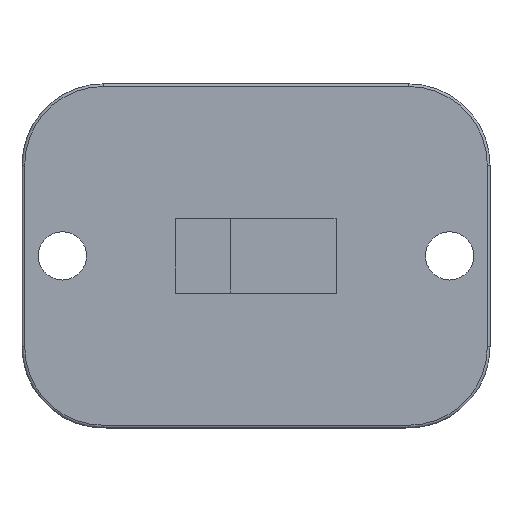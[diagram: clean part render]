
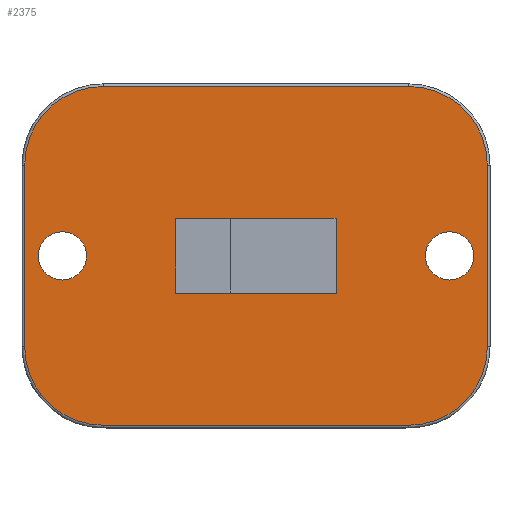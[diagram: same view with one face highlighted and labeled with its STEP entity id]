
A CAD part, top view. The second image highlights one B-rep face of the part: STEP entity #2375.
In plain terms, the highlighted planar face has unit normal (0, 0, 1).
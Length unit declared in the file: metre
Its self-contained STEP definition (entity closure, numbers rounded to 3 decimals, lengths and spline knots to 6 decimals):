
#79=CIRCLE('',#2693,0.00178);
#80=CIRCLE('',#2695,0.00178);
#82=CIRCLE('',#2698,0.0058);
#83=CIRCLE('',#2699,0.0058);
#84=CIRCLE('',#2700,0.0058);
#85=CIRCLE('',#2701,0.0058);
#307=ORIENTED_EDGE('',*,*,#936,.T.);
#308=ORIENTED_EDGE('',*,*,#937,.T.);
#309=ORIENTED_EDGE('',*,*,#938,.T.);
#310=ORIENTED_EDGE('',*,*,#939,.T.);
#311=ORIENTED_EDGE('',*,*,#940,.T.);
#312=ORIENTED_EDGE('',*,*,#941,.T.);
#313=ORIENTED_EDGE('',*,*,#942,.T.);
#314=ORIENTED_EDGE('',*,*,#943,.T.);
#315=ORIENTED_EDGE('',*,*,#933,.F.);
#316=ORIENTED_EDGE('',*,*,#910,.F.);
#317=ORIENTED_EDGE('',*,*,#914,.T.);
#318=ORIENTED_EDGE('',*,*,#917,.T.);
#319=ORIENTED_EDGE('',*,*,#931,.F.);
#320=ORIENTED_EDGE('',*,*,#934,.F.);
#910=EDGE_CURVE('',#1231,#1232,#1461,.T.);
#914=EDGE_CURVE('',#1231,#1234,#1465,.T.);
#917=EDGE_CURVE('',#1234,#1236,#1468,.T.);
#931=EDGE_CURVE('',#1232,#1236,#1477,.T.);
#933=EDGE_CURVE('',#1243,#1243,#79,.T.);
#934=EDGE_CURVE('',#1244,#1244,#80,.T.);
#936=EDGE_CURVE('',#1246,#1247,#1478,.F.);
#937=EDGE_CURVE('',#1247,#1248,#82,.T.);
#938=EDGE_CURVE('',#1248,#1249,#1479,.F.);
#939=EDGE_CURVE('',#1249,#1250,#83,.T.);
#940=EDGE_CURVE('',#1250,#1251,#1480,.T.);
#941=EDGE_CURVE('',#1251,#1252,#84,.T.);
#942=EDGE_CURVE('',#1252,#1253,#1481,.T.);
#943=EDGE_CURVE('',#1253,#1246,#85,.T.);
#1231=VERTEX_POINT('',#3776);
#1232=VERTEX_POINT('',#3778);
#1234=VERTEX_POINT('',#3784);
#1236=VERTEX_POINT('',#3790);
#1243=VERTEX_POINT('',#3822);
#1244=VERTEX_POINT('',#3825);
#1246=VERTEX_POINT('',#3830);
#1247=VERTEX_POINT('',#3831);
#1248=VERTEX_POINT('',#3833);
#1249=VERTEX_POINT('',#3835);
#1250=VERTEX_POINT('',#3837);
#1251=VERTEX_POINT('',#3839);
#1252=VERTEX_POINT('',#3841);
#1253=VERTEX_POINT('',#3843);
#1461=LINE('',#3777,#1689);
#1465=LINE('',#3785,#1693);
#1468=LINE('',#3791,#1696);
#1477=LINE('',#3817,#1705);
#1478=LINE('',#3829,#1706);
#1479=LINE('',#3834,#1707);
#1480=LINE('',#3838,#1708);
#1481=LINE('',#3842,#1709);
#1689=VECTOR('',#3005,1.);
#1693=VECTOR('',#3011,1.);
#1696=VECTOR('',#3016,1.);
#1705=VECTOR('',#3047,1.);
#1706=VECTOR('',#3064,1.);
#1707=VECTOR('',#3067,1.);
#1708=VECTOR('',#3070,1.);
#1709=VECTOR('',#3073,1.);
#1905=EDGE_LOOP('',(#307,#308,#309,#310,#311,#312,#313,#314));
#1906=EDGE_LOOP('',(#315));
#1907=EDGE_LOOP('',(#316,#317,#318,#319));
#1908=EDGE_LOOP('',(#320));
#2095=FACE_BOUND('',#1905,.T.);
#2096=FACE_BOUND('',#1906,.T.);
#2097=FACE_BOUND('',#1907,.T.);
#2098=FACE_BOUND('',#1908,.T.);
#2276=PLANE('',#2697);
#2375=ADVANCED_FACE('',(#2095,#2096,#2097,#2098),#2276,.T.);
#2693=AXIS2_PLACEMENT_3D('',#3821,#3054,#3055);
#2695=AXIS2_PLACEMENT_3D('',#3824,#3058,#3059);
#2697=AXIS2_PLACEMENT_3D('',#3828,#3062,#3063);
#2698=AXIS2_PLACEMENT_3D('',#3832,#3065,#3066);
#2699=AXIS2_PLACEMENT_3D('',#3836,#3068,#3069);
#2700=AXIS2_PLACEMENT_3D('',#3840,#3071,#3072);
#2701=AXIS2_PLACEMENT_3D('',#3844,#3074,#3075);
#3005=DIRECTION('',(-1.,0.,0.));
#3011=DIRECTION('',(0.,-1.,0.));
#3016=DIRECTION('',(-1.,0.,0.));
#3047=DIRECTION('',(0.,-1.,0.));
#3054=DIRECTION('',(0.,0.,1.));
#3055=DIRECTION('',(1.,0.,0.));
#3058=DIRECTION('',(0.,0.,1.));
#3059=DIRECTION('',(1.,0.,0.));
#3062=DIRECTION('',(0.,0.,1.));
#3063=DIRECTION('',(1.,0.,0.));
#3064=DIRECTION('',(-1.,0.,0.));
#3065=DIRECTION('',(0.,0.,1.));
#3066=DIRECTION('',(1.,0.,0.));
#3067=DIRECTION('',(0.,-1.,0.));
#3068=DIRECTION('',(0.,0.,1.));
#3069=DIRECTION('',(1.,0.,0.));
#3070=DIRECTION('',(-1.,0.,0.));
#3071=DIRECTION('',(0.,0.,1.));
#3072=DIRECTION('',(1.,0.,0.));
#3073=DIRECTION('',(0.,-1.,0.));
#3074=DIRECTION('',(0.,0.,1.));
#3075=DIRECTION('',(1.,0.,0.));
#3776=CARTESIAN_POINT('',(0.005905,0.002755,0.00838));
#3777=CARTESIAN_POINT('',(-0.0039,0.002755,0.00838));
#3778=CARTESIAN_POINT('',(-0.005905,0.002755,0.00838));
#3784=CARTESIAN_POINT('',(0.005905,-0.002755,0.00838));
#3785=CARTESIAN_POINT('',(0.005905,0.,0.00838));
#3790=CARTESIAN_POINT('',(-0.005905,-0.002755,0.00838));
#3791=CARTESIAN_POINT('',(0.002005,-0.002755,0.00838));
#3817=CARTESIAN_POINT('',(-0.005905,0.,0.00838));
#3821=CARTESIAN_POINT('',(-0.01429,0.,0.00838));
#3822=CARTESIAN_POINT('',(-0.01251,0.,0.00838));
#3824=CARTESIAN_POINT('',(0.01429,0.,0.00838));
#3825=CARTESIAN_POINT('',(0.01607,0.,0.00838));
#3828=CARTESIAN_POINT('',(0.,0.,0.00838));
#3829=CARTESIAN_POINT('',(0.,-0.0125,0.00838));
#3830=CARTESIAN_POINT('',(-0.01127,-0.0125,0.00838));
#3831=CARTESIAN_POINT('',(0.01127,-0.0125,0.00838));
#3832=CARTESIAN_POINT('',(0.01127,-0.0067,0.00838));
#3833=CARTESIAN_POINT('',(0.01707,-0.0067,0.00838));
#3834=CARTESIAN_POINT('',(0.01707,0.,0.00838));
#3835=CARTESIAN_POINT('',(0.01707,0.0067,0.00838));
#3836=CARTESIAN_POINT('',(0.01127,0.0067,0.00838));
#3837=CARTESIAN_POINT('',(0.01127,0.0125,0.00838));
#3838=CARTESIAN_POINT('',(-0.01127,0.0125,0.00838));
#3839=CARTESIAN_POINT('',(-0.01127,0.0125,0.00838));
#3840=CARTESIAN_POINT('',(-0.01127,0.0067,0.00838));
#3841=CARTESIAN_POINT('',(-0.01707,0.0067,0.00838));
#3842=CARTESIAN_POINT('',(-0.01707,-0.0067,0.00838));
#3843=CARTESIAN_POINT('',(-0.01707,-0.0067,0.00838));
#3844=CARTESIAN_POINT('',(-0.01127,-0.0067,0.00838));
